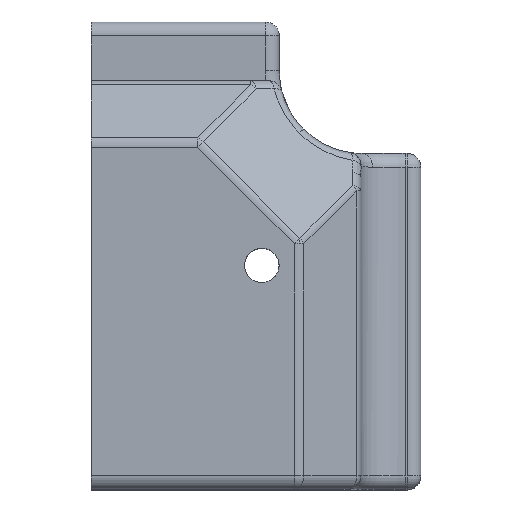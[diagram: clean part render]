
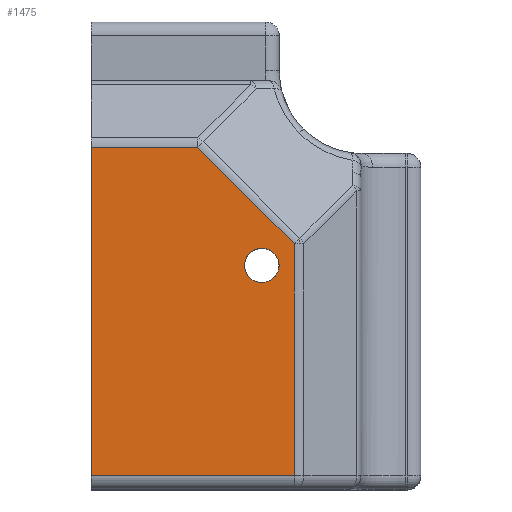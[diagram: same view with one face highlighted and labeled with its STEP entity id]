
A CAD part, top view. The second image highlights one B-rep face of the part: STEP entity #1475.
In plain terms, the highlighted planar face has unit normal (0, 0, 1).
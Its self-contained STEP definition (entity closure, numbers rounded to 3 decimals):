
#34=CARTESIAN_POINT('',(351.656,980.539,54.3));
#35=VERTEX_POINT('',#34);
#437=CARTESIAN_POINT('',(352.906,980.539,54.3));
#438=DIRECTION('',(0.,-0.,-1.));
#439=DIRECTION('',(-1.,0.,-0.));
#440=AXIS2_PLACEMENT_3D('',#437,#438,#439);
#441=CIRCLE('',#440,1.25);
#442=EDGE_CURVE('',#35,#35,#441,.T.);
#925=CARTESIAN_POINT('',(340.566,965.339,54.3));
#926=VERTEX_POINT('',#925);
#934=CARTESIAN_POINT('',(340.566,989.06,54.3));
#935=VERTEX_POINT('',#934);
#936=CARTESIAN_POINT('',(340.566,989.06,54.3));
#937=DIRECTION('',(-0.,-1.,-0.));
#938=VECTOR('',#937,23.722);
#939=LINE('',#936,#938);
#940=EDGE_CURVE('',#935,#926,#939,.T.);
#1434=CARTESIAN_POINT('',(364.406,927.339,54.3));
#1435=DIRECTION('',(0.,-0.,-1.));
#1436=DIRECTION('',(-1.,0.,-0.));
#1437=AXIS2_PLACEMENT_3D('',#1434,#1435,#1436);
#1438=PLANE('',#1437);
#1439=ORIENTED_EDGE('',*,*,#442,.T.);
#1440=EDGE_LOOP('',(#1439));
#1441=FACE_BOUND('',#1440,.T.);
#1442=CARTESIAN_POINT('',(355.238,982.091,54.3));
#1443=VERTEX_POINT('',#1442);
#1444=CARTESIAN_POINT('',(348.268,989.06,54.3));
#1445=VERTEX_POINT('',#1444);
#1446=CARTESIAN_POINT('',(355.238,982.091,54.3));
#1447=DIRECTION('',(-0.707,0.707,-0.));
#1448=VECTOR('',#1447,9.856);
#1449=LINE('',#1446,#1448);
#1450=EDGE_CURVE('',#1443,#1445,#1449,.T.);
#1451=ORIENTED_EDGE('',*,*,#1450,.T.);
#1452=CARTESIAN_POINT('',(348.268,989.06,54.3));
#1453=DIRECTION('',(-1.,0.,-0.));
#1454=VECTOR('',#1453,7.702);
#1455=LINE('',#1452,#1454);
#1456=EDGE_CURVE('',#1445,#935,#1455,.T.);
#1457=ORIENTED_EDGE('',*,*,#1456,.T.);
#1458=ORIENTED_EDGE('',*,*,#940,.T.);
#1459=CARTESIAN_POINT('',(355.238,965.339,54.3));
#1460=VERTEX_POINT('',#1459);
#1461=CARTESIAN_POINT('',(340.566,965.339,54.3));
#1462=DIRECTION('',(1.,-0.,0.));
#1463=VECTOR('',#1462,14.672);
#1464=LINE('',#1461,#1463);
#1465=EDGE_CURVE('',#926,#1460,#1464,.T.);
#1466=ORIENTED_EDGE('',*,*,#1465,.T.);
#1467=CARTESIAN_POINT('',(355.238,965.339,54.3));
#1468=DIRECTION('',(0.,1.,0.));
#1469=VECTOR('',#1468,16.752);
#1470=LINE('',#1467,#1469);
#1471=EDGE_CURVE('',#1460,#1443,#1470,.T.);
#1472=ORIENTED_EDGE('',*,*,#1471,.T.);
#1473=EDGE_LOOP('',(#1451,#1457,#1458,#1466,#1472));
#1474=FACE_BOUND('',#1473,.T.);
#1475=ADVANCED_FACE('',(#1441,#1474),#1438,.F.);
